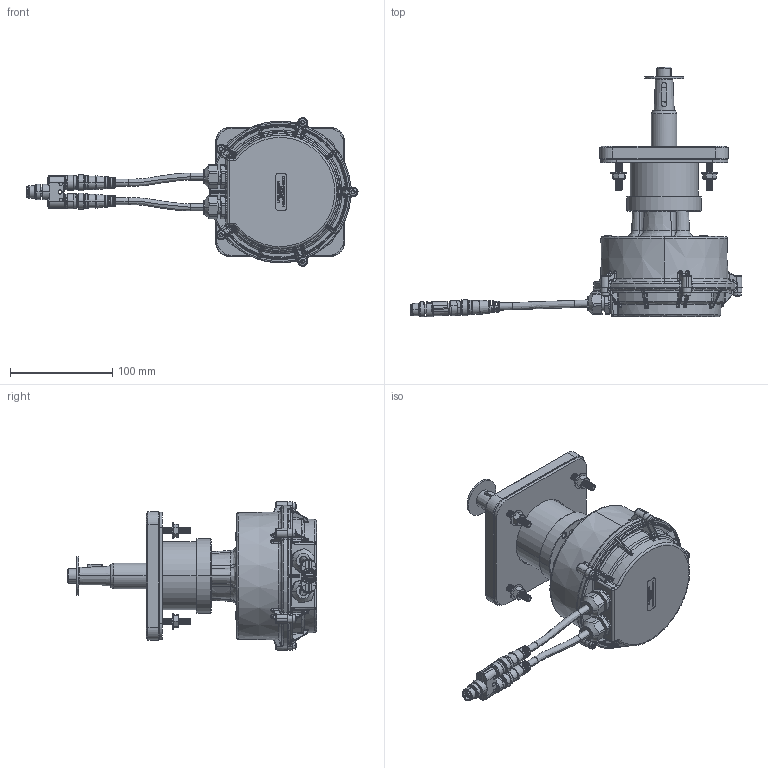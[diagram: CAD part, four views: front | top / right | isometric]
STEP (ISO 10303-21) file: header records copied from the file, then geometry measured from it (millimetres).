
FILE_DESCRIPTION (( 'STEP AP214' ), '1' );
FILE_NAME ('6301-0100_revA.STEP', '2023-04-05T18:29:10', ( '' ), ( '' ), 'SwSTEP 2.0', 'SolidWorks 2023', '' );
FILE_SCHEMA (( 'AUTOMOTIVE_DESIGN' ));
Length unit declared in the file: inch
Products named in the file (1): 6301-0100_revA
Bounding box: 325.42 x 245.03 x 145.68 mm (x, y, z)
Surface area: 169643.5 mm2 (no closed solid volume)
Topology: 0 solids, 82 shells, 2112 faces, 7081 edges, 4840 vertices
Faces by surface type: cylinder 702, bspline 635, plane 476, cone 275, torus 18, sphere 6
Entity records: 120491 total; most frequent: CARTESIAN_POINT 68284, ORIENTED_EDGE 11561, DIRECTION 8166, EDGE_CURVE 7037, VERTEX_POINT 4840, AXIS2_PLACEMENT_3D 2842, B_SPLINE_CURVE_WITH_KNOTS 2698, LINE 2482
